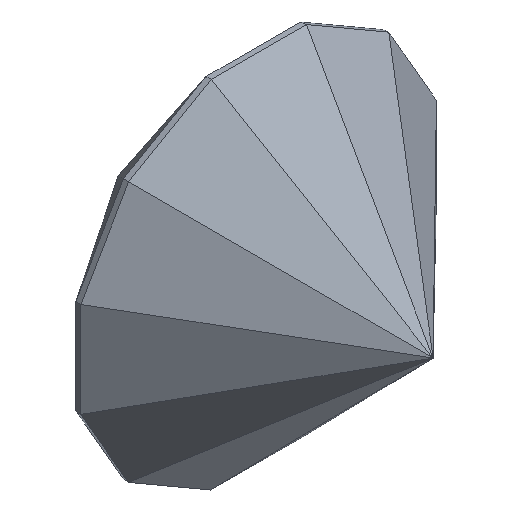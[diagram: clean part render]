
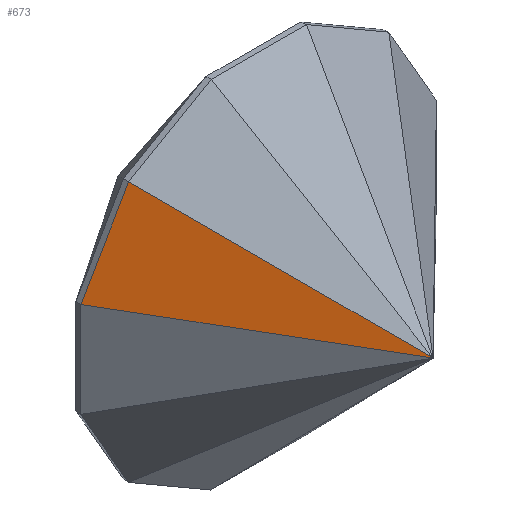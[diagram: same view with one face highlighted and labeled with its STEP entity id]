
A CAD part, isometric view. The second image highlights one B-rep face of the part: STEP entity #673.
In plain terms, the highlighted free-form (B-spline) face has degree [1, 1] with [2, 2] control points.
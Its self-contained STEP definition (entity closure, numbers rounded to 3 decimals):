
#619 = VERTEX_POINT('',#620);
#620 = CARTESIAN_POINT('',(-30.051,0.,30.166));
#641 = VERTEX_POINT('',#642);
#642 = CARTESIAN_POINT('',(-41.108,0.,11.099));
#647 = EDGE_CURVE('',#641,#619,#648,.T.);
#648 = B_SPLINE_CURVE_WITH_KNOTS('',1,(#649,#650),.UNSPECIFIED.,.F.,.F.,
  (2,2),(0.,25.882),.PIECEWISE_BEZIER_KNOTS.);
#649 = CARTESIAN_POINT('',(-41.108,0.,11.099));
#650 = CARTESIAN_POINT('',(-30.051,0.,30.166));
#673 = ADVANCED_FACE('',(#674),#689,.T.);
#674 = FACE_BOUND('',#675,.T.);
#675 = EDGE_LOOP('',(#676,#683,#688));
#676 = ORIENTED_EDGE('',*,*,#677,.T.);
#677 = EDGE_CURVE('',#641,#678,#680,.T.);
#678 = VERTEX_POINT('',#679);
#679 = CARTESIAN_POINT('',(0.,-40.418,
    0.));
#680 = B_SPLINE_CURVE_WITH_KNOTS('',1,(#681,#682),.UNSPECIFIED.,.F.,.F.,
  (2,2),(-2.429,66.509),.PIECEWISE_BEZIER_KNOTS.);
#681 = CARTESIAN_POINT('',(-41.108,0.,
    11.099));
#682 = CARTESIAN_POINT('',(0.,-40.418,
    0.));
#683 = ORIENTED_EDGE('',*,*,#684,.F.);
#684 = EDGE_CURVE('',#619,#678,#685,.T.);
#685 = B_SPLINE_CURVE_WITH_KNOTS('',1,(#686,#687),.UNSPECIFIED.,.F.,.F.,
  (2,2),(-2.429,66.509),.PIECEWISE_BEZIER_KNOTS.);
#686 = CARTESIAN_POINT('',(-30.051,0.,
    30.166));
#687 = CARTESIAN_POINT('',(0.,-40.418,
    0.));
#688 = ORIENTED_EDGE('',*,*,#647,.F.);
#689 = B_SPLINE_SURFACE_WITH_KNOTS('',1,1,(
    (#690,#691)
    ,(#692,#693
    )),.UNSPECIFIED.,.F.,.F.,.F.,(2,2),(2,2),(-25.882,0.),(
    0.,67.713),.PIECEWISE_BEZIER_KNOTS.);
#690 = CARTESIAN_POINT('',(-30.051,0.,
    30.166));
#691 = CARTESIAN_POINT('',(5.529,-40.418,9.534)
  );
#692 = CARTESIAN_POINT('',(-41.108,0.,
    11.099));
#693 = CARTESIAN_POINT('',(-5.529,-40.418,
    -9.534));
